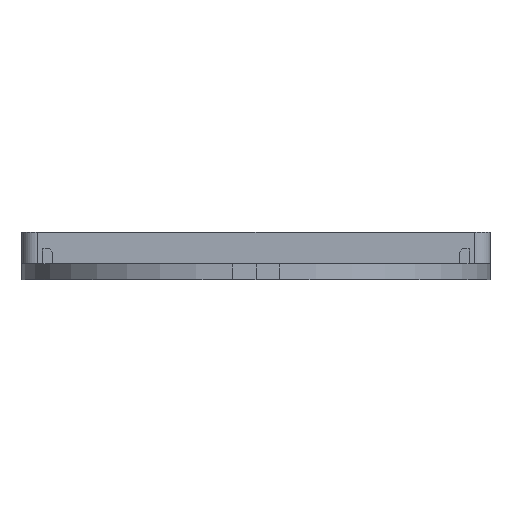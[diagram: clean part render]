
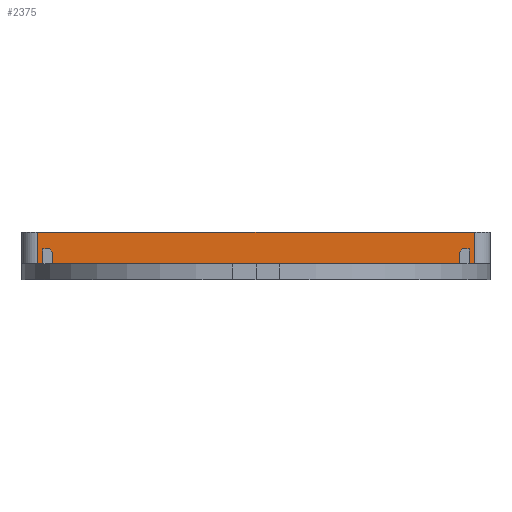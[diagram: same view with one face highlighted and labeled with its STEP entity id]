
A CAD part, front view. The second image highlights one B-rep face of the part: STEP entity #2375.
In plain terms, the highlighted face is planar.
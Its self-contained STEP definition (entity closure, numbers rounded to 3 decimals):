
#144=DIRECTION('',(1.,0.,0.));
#145=VECTOR('',#144,27.8);
#146=CARTESIAN_POINT('',(-13.9,1.,-15.05));
#147=LINE('',#146,#145);
#478=DIRECTION('',(0.,1.,0.));
#479=VECTOR('',#478,2.);
#480=CARTESIAN_POINT('',(-13.9,1.,-15.05));
#481=LINE('',#480,#479);
#508=DIRECTION('',(-1.,0.,0.));
#509=VECTOR('',#508,27.8);
#510=CARTESIAN_POINT('',(13.9,3.,-15.05));
#511=LINE('',#510,#509);
#553=DIRECTION('',(0.,1.,0.));
#554=VECTOR('',#553,2.);
#555=CARTESIAN_POINT('',(13.9,1.,-15.05));
#556=LINE('',#555,#554);
#1478=CARTESIAN_POINT('',(13.9,1.,-15.05));
#1479=CARTESIAN_POINT('',(13.9,3.,-15.05));
#1480=VERTEX_POINT('',#1478);
#1481=VERTEX_POINT('',#1479);
#1482=CARTESIAN_POINT('',(-13.9,1.,-15.05));
#1483=CARTESIAN_POINT('',(-13.9,3.,-15.05));
#1484=VERTEX_POINT('',#1482);
#1485=VERTEX_POINT('',#1483);
#2361=CARTESIAN_POINT('',(-14.9,3.,-15.05));
#2362=DIRECTION('',(0.,0.,1.));
#2363=DIRECTION('',(1.,0.,0.));
#2364=AXIS2_PLACEMENT_3D('',#2361,#2362,#2363);
#2365=PLANE('',#2364);
#2366=ORIENTED_EDGE('',*,*,#2014,.F.);
#2368=ORIENTED_EDGE('',*,*,#2367,.T.);
#2370=ORIENTED_EDGE('',*,*,#2369,.F.);
#2372=ORIENTED_EDGE('',*,*,#2371,.F.);
#2373=EDGE_LOOP('',(#2366,#2368,#2370,#2372));
#2374=FACE_OUTER_BOUND('',#2373,.F.);
#2014=EDGE_CURVE('',#1484,#1480,#147,.T.);
#2367=EDGE_CURVE('',#1484,#1485,#481,.T.);
#2369=EDGE_CURVE('',#1481,#1485,#511,.T.);
#2371=EDGE_CURVE('',#1480,#1481,#556,.T.);
#2375=ADVANCED_FACE('',(#2374),#2365,.T.);
